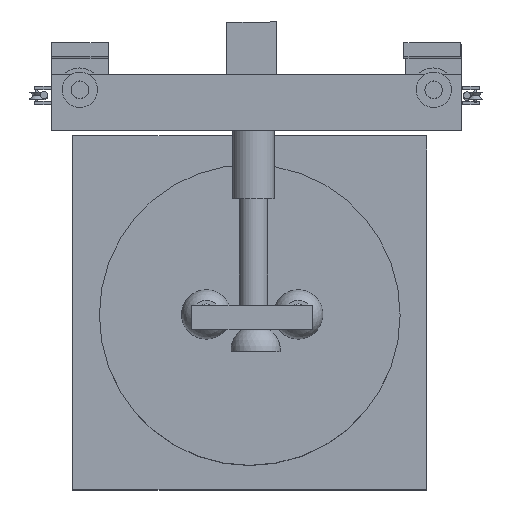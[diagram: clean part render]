
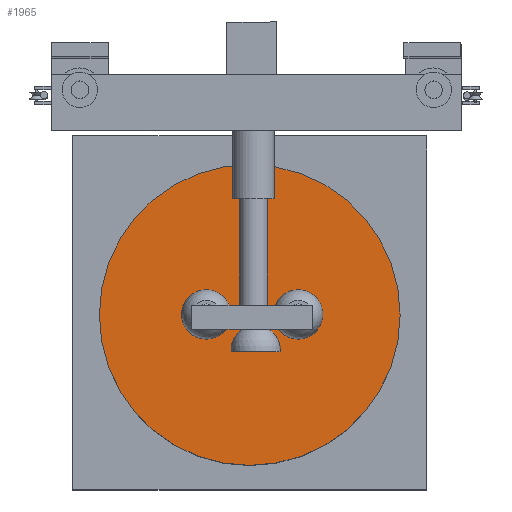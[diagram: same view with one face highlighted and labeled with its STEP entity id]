
A CAD part, top view. The second image highlights one B-rep face of the part: STEP entity #1965.
In plain terms, the highlighted planar face has unit normal (0, 0, 1).
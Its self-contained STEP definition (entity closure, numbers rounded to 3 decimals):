
#282=CIRCLE('',#2382,212.5);
#485=FACE_OUTER_BOUND('',#613,.T.);
#613=EDGE_LOOP('',(#1633));
#1074=VERTEX_POINT('',#3889);
#1267=EDGE_CURVE('',#1074,#1074,#282,.T.);
#1633=ORIENTED_EDGE('',*,*,#1267,.T.);
#1850=PLANE('',#2385);
#1965=ADVANCED_FACE('',(#485),#1850,.T.);
#2382=AXIS2_PLACEMENT_3D('',#3890,#2865,#2866);
#2385=AXIS2_PLACEMENT_3D('',#3895,#2872,#2873);
#2865=DIRECTION('center_axis',(0.,0.,1.));
#2866=DIRECTION('ref_axis',(1.,0.,0.));
#2872=DIRECTION('center_axis',(0.,0.,1.));
#2873=DIRECTION('ref_axis',(1.,0.,0.));
#3889=CARTESIAN_POINT('',(-212.419,-3.733,600.));
#3890=CARTESIAN_POINT('Origin',(0.081,-3.733,600.));
#3895=CARTESIAN_POINT('Origin',(0.081,-3.733,600.));
